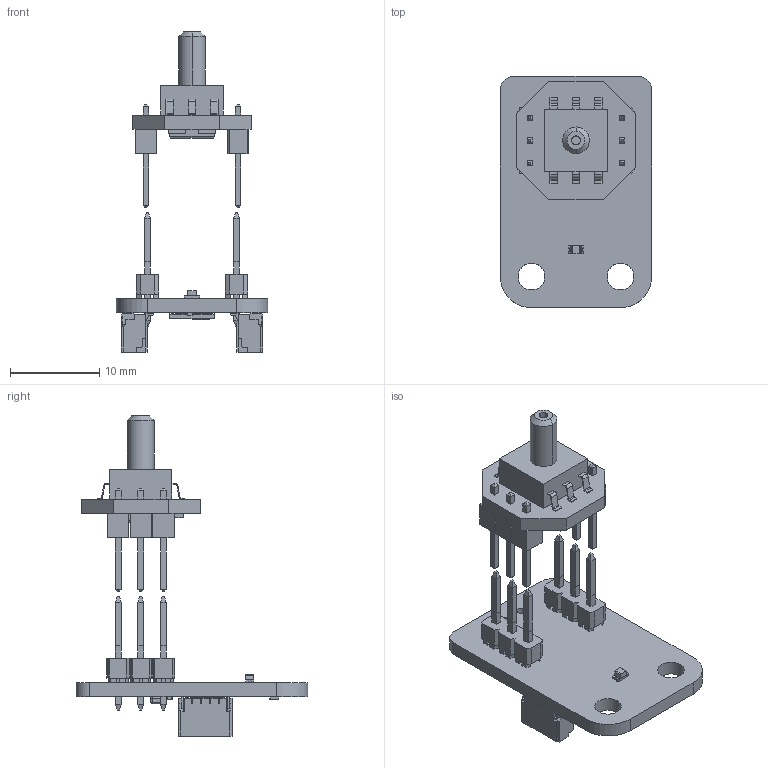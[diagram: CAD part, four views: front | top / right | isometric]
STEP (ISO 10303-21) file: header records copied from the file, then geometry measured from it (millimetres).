
FILE_DESCRIPTION(('Open CASCADE Model'),'2;1');
FILE_NAME('Open CASCADE Shape Model','2025-04-15T12:36:41',('Author'),( 'Open CASCADE'),'Open CASCADE STEP processor 7.5','Open CASCADE 7.5' ,'Unknown');
FILE_SCHEMA(('AUTOMOTIVE_DESIGN { 1 0 10303 214 1 1 1 1 }'));
Length unit declared in the file: millimetre
Products named in the file (36): PCB; Board; Open CASCADE STEP translator 7.5 7.1.1; J12; Conn_Molex_90120-0763_eec; 1; 2; 3; 4; J11; U; DUELink-U-Connector-BM04B-SRSS-TB; D; DUELink-Connector-BM04B-SRSS-TB; R4; User Library-R SMD 0402; User Library-R SMD 0402_0402 BODY; User Library-R SMD 0402_0402 PAD; User Library-R SMD 0402_0402 OPIS; C2; 0805 SMD Capacitor; C1; C0402; STAT1; 0603 LED Green; Solid1; Solid4; Free-Models; XGZP6847A; STM32-QFN32
Assembly tree (37 placements, depth 4):
  PCB
    Board
      Open CASCADE STEP translator 7.5 7.1.1
    J12
      Conn_Molex_90120-0763_eec
        1
        2
        3
        4
    J11
      Conn_Molex_90120-0763_eec
        1
        2
        3
        4
    U
      DUELink-U-Connector-BM04B-SRSS-TB
    D
      DUELink-Connector-BM04B-SRSS-TB
    R4
      User Library-R SMD 0402
        User Library-R SMD 0402_0402 BODY
        User Library-R SMD 0402_0402 PAD  x2
        User Library-R SMD 0402_0402 OPIS
    C2
      0805 SMD Capacitor
    C1
      C0402
    STAT1
      0603 LED Green
        Solid1
        Solid4
        Solid1
        Solid1
        Solid4
        Solid1
        Solid1
        Solid1
    Free-Models
      XGZP6847A
      STM32-QFN32
Bounding box: 17 x 26 x 35.97 mm (x, y, z)
Volume: 1440.1 mm3; surface area: 2790.7 mm2
Topology: 100 solids, 100 shells, 1911 faces, 6011 edges, 5788 vertices
Faces by surface type: plane 1573, cylinder 236, bspline 84, sphere 8, revolution 8, cone 2
Full cylindrical faces by diameter (mm): 1 x6, 1.016 x2, 3 x2
Entity records: 71957 total; most frequent: CARTESIAN_POINT 17306, DIRECTION 9385, ORIENTED_EDGE 8346, LINE 4891, VECTOR 4891, EDGE_CURVE 4173, VERTEX_POINT 2672, AXIS2_PLACEMENT_3D 2243
